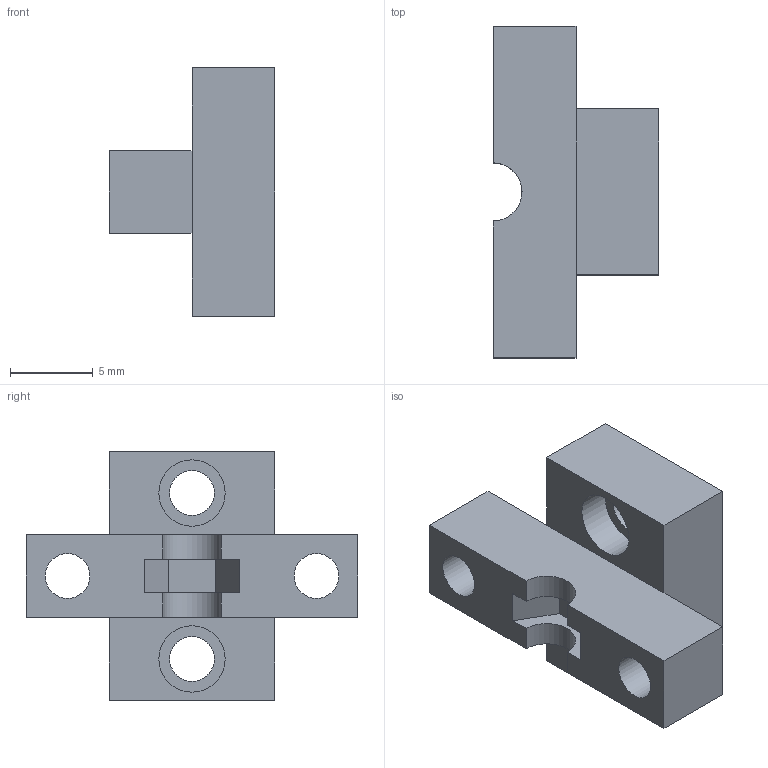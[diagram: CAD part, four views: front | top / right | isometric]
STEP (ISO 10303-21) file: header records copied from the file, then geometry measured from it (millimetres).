
FILE_DESCRIPTION(/* description */ (''),/* implementation_level */ '2;1');
FILE_NAME(/* name */ 'SliderFixtureM25.stp',/* time_stamp */ '2023-05-10T19:46:35+02:00',/* author */ ('Nathann'),/* organization */ (''),/* preprocessor_version */ 'ST-DEVELOPER v19',/* originating_system */ 'Autodesk Inventor 2023',/* authorisation */ '');
FILE_SCHEMA (('AUTOMOTIVE_DESIGN { 1 0 10303 214 3 1 1 }'));
Length unit declared in the file: millimetre
Products named in the file (1): POMSliderMotor
Bounding box: 10 x 20 x 15 mm (x, y, z)
Volume: 1011.6 mm3; surface area: 1087 mm2
Topology: 1 solids, 1 shells, 34 faces, 80 edges, 53 vertices
Faces by surface type: plane 24, cylinder 10
Full cylindrical faces by diameter (mm): 2.7 x4, 4 x2, 4.7 x2
Entity records: 1042 total; most frequent: DIRECTION 170, CARTESIAN_POINT 168, ORIENTED_EDGE 160, EDGE_CURVE 80, LINE 60, VECTOR 60, AXIS2_PLACEMENT_3D 55, VERTEX_POINT 52
